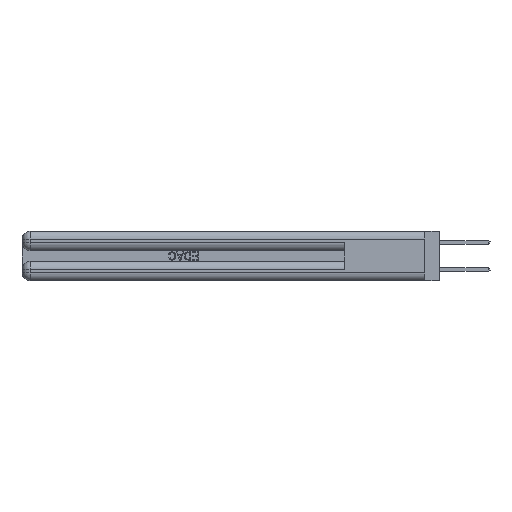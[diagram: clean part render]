
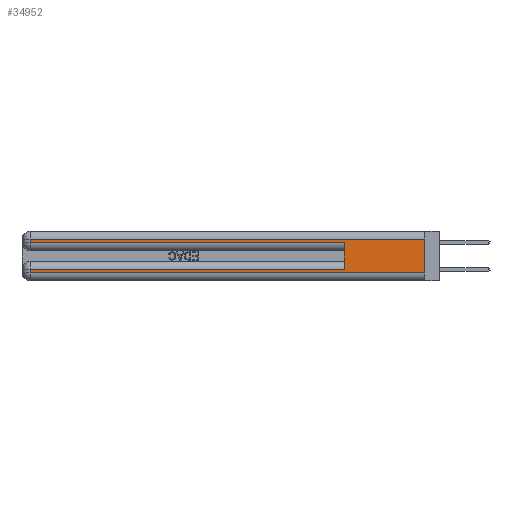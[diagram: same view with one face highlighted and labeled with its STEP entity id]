
A CAD part, left-side view. The second image highlights one B-rep face of the part: STEP entity #34952.
In plain terms, the highlighted planar face has unit normal (-1, 0, 0).
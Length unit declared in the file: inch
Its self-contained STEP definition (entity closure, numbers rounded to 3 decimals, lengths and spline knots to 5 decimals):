
#1479 = CARTESIAN_POINT ( 'NONE',  ( 0., 2.94, 0.37 ) ) ;
#1907 = DIRECTION ( 'NONE',  ( 0., 1., 0. ) ) ;
#4072 = LINE ( 'NONE', #21259, #14113 ) ;
#4312 = CARTESIAN_POINT ( 'NONE',  ( 0., 2.94, 0.37 ) ) ;
#6348 = LINE ( 'NONE', #34411, #34252 ) ;
#7148 = DIRECTION ( 'NONE',  ( 0., -1., 0. ) ) ;
#7465 = VERTEX_POINT ( 'NONE', #41450 ) ;
#7770 = ORIENTED_EDGE ( 'NONE', *, *, #27097, .T. ) ;
#9537 = EDGE_LOOP ( 'NONE', ( #12932, #35213, #41320, #7770, #22617, #33547, #18507, #40916 ) ) ;
#10026 = CARTESIAN_POINT ( 'NONE',  ( 0., 0., 0.285 ) ) ;
#10892 = CARTESIAN_POINT ( 'NONE',  ( 0., 2.94, 0.085 ) ) ;
#11322 = CARTESIAN_POINT ( 'NONE',  ( 0., 0., 0.37 ) ) ;
#12725 = CARTESIAN_POINT ( 'NONE',  ( 0., 0., 0.06 ) ) ;
#12932 = ORIENTED_EDGE ( 'NONE', *, *, #27878, .F. ) ;
#12949 = EDGE_CURVE ( 'NONE', #32699, #22445, #40644, .T. ) ;
#12998 = AXIS2_PLACEMENT_3D ( 'NONE', #11322, #17960, #43461 ) ;
#13256 = DIRECTION ( 'NONE',  ( 0., 0., -1. ) ) ;
#13261 = VERTEX_POINT ( 'NONE', #45058 ) ;
#14113 = VECTOR ( 'NONE', #7148, 39.37008 ) ;
#14332 = VECTOR ( 'NONE', #40448, 39.37008 ) ;
#14638 = PLANE ( 'NONE',  #12998 ) ;
#17960 = DIRECTION ( 'NONE',  ( 1., 0., 0. ) ) ;
#18089 = CARTESIAN_POINT ( 'NONE',  ( 0., 0.6, 0.285 ) ) ;
#18132 = LINE ( 'NONE', #22744, #23190 ) ;
#18507 = ORIENTED_EDGE ( 'NONE', *, *, #34514, .T. ) ;
#20147 = LINE ( 'NONE', #1479, #34015 ) ;
#20362 = CARTESIAN_POINT ( 'NONE',  ( 0., 2.94, 0.31 ) ) ;
#21259 = CARTESIAN_POINT ( 'NONE',  ( 0., 0., 0.06 ) ) ;
#21373 = VERTEX_POINT ( 'NONE', #10892 ) ;
#22053 = VECTOR ( 'NONE', #13256, 39.37008 ) ;
#22445 = VERTEX_POINT ( 'NONE', #20362 ) ;
#22617 = ORIENTED_EDGE ( 'NONE', *, *, #24386, .F. ) ;
#22744 = CARTESIAN_POINT ( 'NONE',  ( 0., 0.6, 0.145 ) ) ;
#23190 = VECTOR ( 'NONE', #30030, 39.37008 ) ;
#23759 = LINE ( 'NONE', #31043, #22053 ) ;
#24386 = EDGE_CURVE ( 'NONE', #44458, #42788, #18132, .T. ) ;
#26736 = VECTOR ( 'NONE', #1907, 39.37008 ) ;
#26936 = CARTESIAN_POINT ( 'NONE',  ( 0., 0., 0.31 ) ) ;
#27097 = EDGE_CURVE ( 'NONE', #7465, #42788, #36837, .T. ) ;
#27403 = LINE ( 'NONE', #4312, #14332 ) ;
#27592 = DIRECTION ( 'NONE',  ( 0., 1., 0. ) ) ;
#27878 = EDGE_CURVE ( 'NONE', #32699, #32722, #23759, .T. ) ;
#27901 = FACE_OUTER_BOUND ( 'NONE', #9537, .T. ) ;
#28165 = CARTESIAN_POINT ( 'NONE',  ( 0., 0.6, 0.085 ) ) ;
#28771 = EDGE_CURVE ( 'NONE', #13261, #32722, #4072, .T. ) ;
#30030 = DIRECTION ( 'NONE',  ( 0., 0., 1. ) ) ;
#30438 = DIRECTION ( 'NONE',  ( 0., 0., -1. ) ) ;
#31043 = CARTESIAN_POINT ( 'NONE',  ( 0., 0., 0.37 ) ) ;
#32699 = VERTEX_POINT ( 'NONE', #26936 ) ;
#32722 = VERTEX_POINT ( 'NONE', #12725 ) ;
#33547 = ORIENTED_EDGE ( 'NONE', *, *, #43110, .T. ) ;
#34015 = VECTOR ( 'NONE', #30438, 39.37008 ) ;
#34252 = VECTOR ( 'NONE', #27592, 39.37008 ) ;
#34354 = DIRECTION ( 'NONE',  ( 0., -1., 0. ) ) ;
#34411 = CARTESIAN_POINT ( 'NONE',  ( 0., 0., 0.085 ) ) ;
#34514 = EDGE_CURVE ( 'NONE', #21373, #13261, #20147, .T. ) ;
#34952 = ADVANCED_FACE ( 'NONE', ( #27901 ), #14638, .F. ) ;
#35213 = ORIENTED_EDGE ( 'NONE', *, *, #12949, .T. ) ;
#36837 = LINE ( 'NONE', #10026, #45280 ) ;
#37229 = CARTESIAN_POINT ( 'NONE',  ( 0., 0., 0.31 ) ) ;
#40448 = DIRECTION ( 'NONE',  ( 0., 0., -1. ) ) ;
#40644 = LINE ( 'NONE', #37229, #26736 ) ;
#40916 = ORIENTED_EDGE ( 'NONE', *, *, #28771, .T. ) ;
#41125 = EDGE_CURVE ( 'NONE', #22445, #7465, #27403, .T. ) ;
#41320 = ORIENTED_EDGE ( 'NONE', *, *, #41125, .T. ) ;
#41450 = CARTESIAN_POINT ( 'NONE',  ( 0., 2.94, 0.285 ) ) ;
#42788 = VERTEX_POINT ( 'NONE', #18089 ) ;
#43110 = EDGE_CURVE ( 'NONE', #44458, #21373, #6348, .T. ) ;
#43461 = DIRECTION ( 'NONE',  ( 0., 0., -1. ) ) ;
#44458 = VERTEX_POINT ( 'NONE', #28165 ) ;
#45058 = CARTESIAN_POINT ( 'NONE',  ( 0., 2.94, 0.06 ) ) ;
#45280 = VECTOR ( 'NONE', #34354, 39.37008 ) ;
